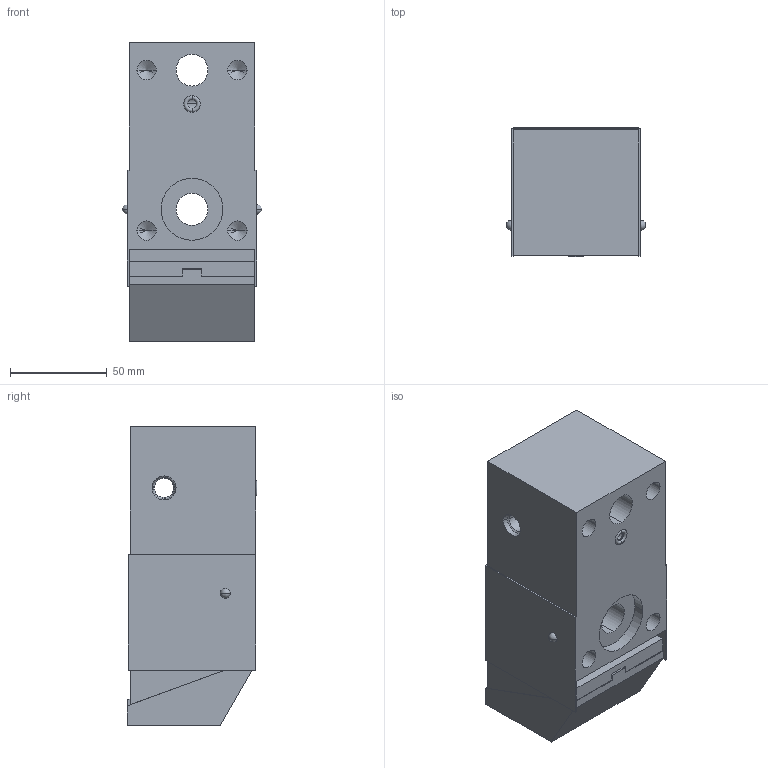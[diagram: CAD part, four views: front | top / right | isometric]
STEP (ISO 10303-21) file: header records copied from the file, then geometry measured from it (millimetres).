
FILE_DESCRIPTION((''),'2;1');
FILE_NAME('ILC15311200','2024-04-17T15:12:12',('rkuestersteffen'),(''),'CREO PARAMETRIC BY PTC INC, 2021164','CREO PARAMETRIC BY PTC INC, 2021164','');
FILE_SCHEMA(('AUTOMOTIVE_DESIGN { 1 0 10303 214 1 1 1 1 }'));
Length unit declared in the file: inch
Products named in the file (1): ILC15311200
Bounding box: 72.06 x 66.94 x 154.56 mm (x, y, z)
Volume: 567476.3 mm3; surface area: 78784.6 mm2
Topology: 2 solids, 2 shells, 116 faces, 3171 edges, 3997 vertices
Faces by surface type: plane 62, cylinder 30, cone 16, sphere 4, torus 4
Entity records: 30132 total; most frequent: CARTESIAN_POINT 3591, DIRECTION 3513, PRESENTATION_STYLE_ASSIGNMENT 3188, STYLED_ITEM 3184, CURVE_STYLE 3182, VECTOR 3068, LINE 3068, TRIMMED_CURVE 2877
